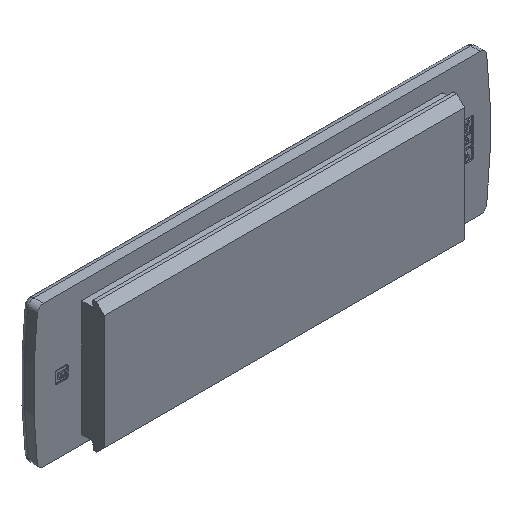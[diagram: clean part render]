
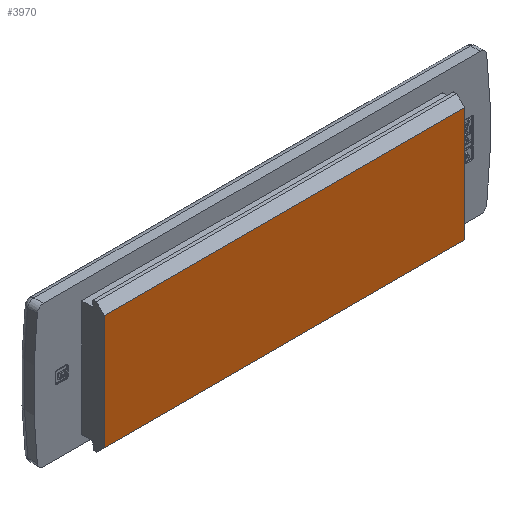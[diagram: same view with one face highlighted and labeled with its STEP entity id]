
A CAD part, isometric view. The second image highlights one B-rep face of the part: STEP entity #3970.
In plain terms, the highlighted planar face has unit normal (0, -1, 0).
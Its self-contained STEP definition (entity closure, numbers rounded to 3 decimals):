
#1171=FACE_OUTER_BOUND('',#6268,.T.);
#3970=ADVANCED_FACE('KES_ECO_T1',(#1171),#4969,.F.);
#4969=PLANE('',#24537);
#6268=EDGE_LOOP('',(#13262,#13263,#13264,#13265));
#7566=LINE('',#48835,#9482);
#7567=LINE('',#48838,#9483);
#7568=LINE('',#48840,#9484);
#7569=LINE('',#48842,#9485);
#9482=VECTOR('',#26301,1.);
#9483=VECTOR('',#26302,1.);
#9484=VECTOR('',#26303,1.);
#9485=VECTOR('',#26304,1.);
#13262=ORIENTED_EDGE('',*,*,#21509,.F.);
#13263=ORIENTED_EDGE('',*,*,#21510,.T.);
#13264=ORIENTED_EDGE('',*,*,#21511,.T.);
#13265=ORIENTED_EDGE('',*,*,#21512,.T.);
#18810=VERTEX_POINT('',#48836);
#18811=VERTEX_POINT('',#48837);
#18812=VERTEX_POINT('',#48839);
#18813=VERTEX_POINT('',#48841);
#21509=EDGE_CURVE('',#18810,#18811,#7566,.T.);
#21510=EDGE_CURVE('',#18810,#18812,#7567,.T.);
#21511=EDGE_CURVE('',#18812,#18813,#7568,.T.);
#21512=EDGE_CURVE('',#18813,#18811,#7569,.T.);
#24537=AXIS2_PLACEMENT_3D('',#48843,#26305,#26306);
#26301=DIRECTION('',(0.,0.,1.));
#26302=DIRECTION('',(1.,0.,0.));
#26303=DIRECTION('',(0.,0.,1.));
#26304=DIRECTION('',(-1.,0.,0.));
#26305=DIRECTION('',(0.,1.,0.));
#26306=DIRECTION('',(0.,0.,-1.));
#48835=CARTESIAN_POINT('',(-56.,0.,-21.987));
#48836=CARTESIAN_POINT('',(-56.,0.,-19.354));
#48837=CARTESIAN_POINT('',(-56.,0.,16.25));
#48838=CARTESIAN_POINT('',(56.,0.,-19.354));
#48839=CARTESIAN_POINT('',(56.,0.,-19.354));
#48840=CARTESIAN_POINT('',(56.,0.,-21.987));
#48841=CARTESIAN_POINT('',(56.,0.,16.25));
#48842=CARTESIAN_POINT('',(-56.,0.,16.25));
#48843=CARTESIAN_POINT('',(-55.75,0.,-17.75));
